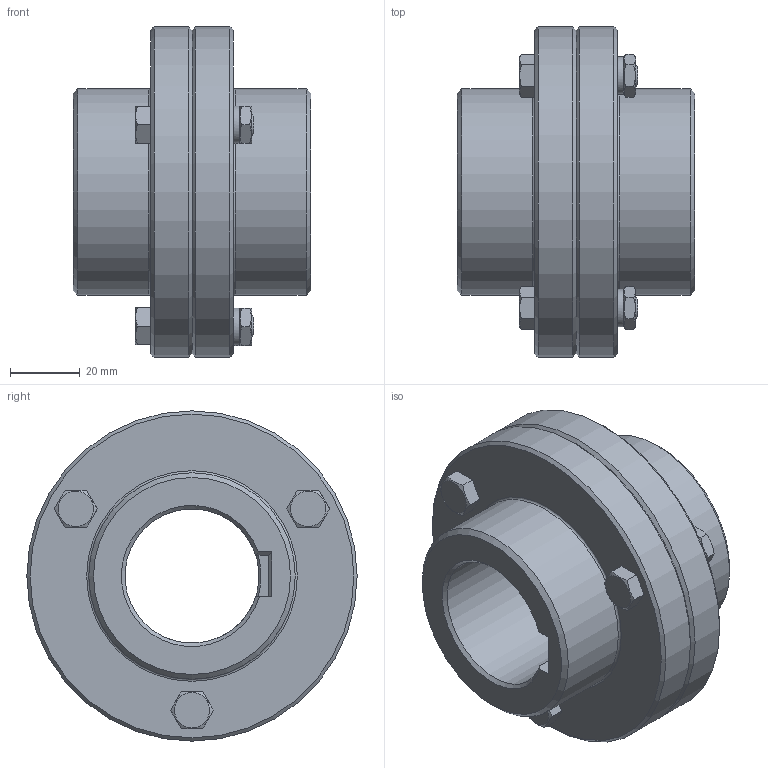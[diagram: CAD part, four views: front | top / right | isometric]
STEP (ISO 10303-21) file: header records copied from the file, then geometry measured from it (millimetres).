
FILE_DESCRIPTION(/* description */ ('STEP AP242','CAx-IF Rec.Pracs.---Representation and Presentation of Product Manufacturing Information (PMI)---4.0---2014-10-13','CAx-IF Rec.Pracs.---3D Tessellated Geometry---0.4---2014-09-14','2;1'),/* implementation_level */ '2;1');
FILE_NAME(/* name */ '675608d1aebe490a25a8ceb9',/* time_stamp */ '2024-12-08T21:00:02Z',/* author */ (''),/* organization */ (''),/* preprocessor_version */ 'ST-DEVELOPER v20',/* originating_system */ 'ONSHAPE BY PTC INC, 1.190',/* authorisation */ ' ');
FILE_SCHEMA (('AP242_MANAGED_MODEL_BASED_3D_ENGINEERING_MIM_LF { 1 0 10303 442 1 1 4 }'));
Length unit declared in the file: metre
Products named in the file (6): ?????-1000??-?65 ???? 20761-96; ????? 12 ???? 6402-70; ???????; ????? ?12x1,5-6H (S18) ???? 5916-70; ??????; ???? ?12x1,5-6gx50 (S18) ???? 7805-70
Assembly tree (14 placements, depth 2):
  ?????-1000??-?65 ???? 20761-96
    ????? 12 ???? 6402-70  x3
    ???????  x2
    ????? ?12x1,5-6H (S18) ???? 5916-70  x3
    ??????  x3
    ???? ?12x1,5-6gx50 (S18) ???? 7805-70  x3
Bounding box: 68.4 x 95.06 x 95.06 mm (x, y, z)
Volume: 208956.6 mm3; surface area: 54746.3 mm2
Topology: 14 solids, 14 shells, 192 faces, 392 edges, 241 vertices
Faces by surface type: plane 99, cone 50, cylinder 38, torus 5
Full cylindrical faces by diameter (mm): 6.165 x3, 7.129 x12, 11.882 x9, 53.47 x2, 59.411 x2, 95.058 x2
Entity records: 3051 total; most frequent: CARTESIAN_POINT 1104, DIRECTION 343, ORIENTED_EDGE 242, AXIS2_PLACEMENT_3D 151, EDGE_LOOP 127, FACE_BOUND 127, EDGE_CURVE 121, VERTEX_POINT 94
